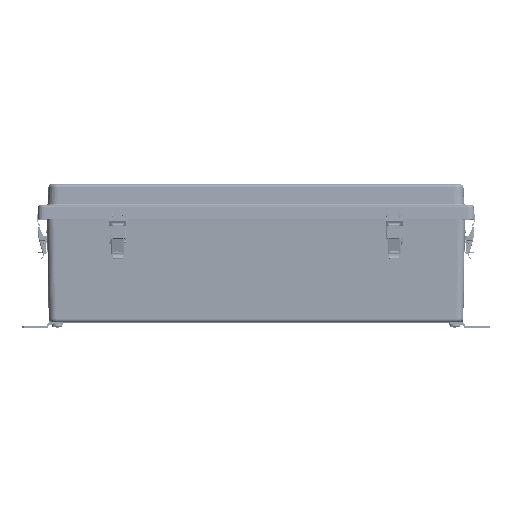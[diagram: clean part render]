
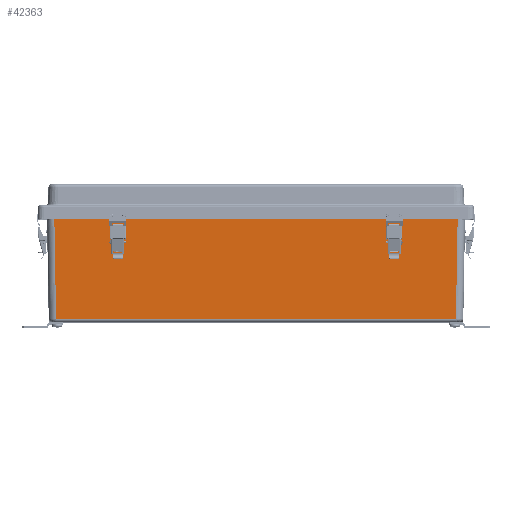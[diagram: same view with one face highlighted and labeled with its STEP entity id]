
A CAD part, top view. The second image highlights one B-rep face of the part: STEP entity #42363.
In plain terms, the highlighted planar face has unit normal (0, -0.018, 1).
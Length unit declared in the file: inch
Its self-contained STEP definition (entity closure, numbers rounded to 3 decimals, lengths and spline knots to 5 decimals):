
#4773 = CARTESIAN_POINT ( 'NONE',  ( 14.58743, -0.49564, 12.12135 ) ) ;
#5935 = ORIENTED_EDGE ( 'NONE', *, *, #57419, .T. ) ;
#6430 = FACE_OUTER_BOUND ( 'NONE', #8412, .T. ) ;
#6622 = DIRECTION ( 'NONE',  ( -1., 0., 0. ) ) ;
#7997 = CARTESIAN_POINT ( 'NONE',  ( -14.58743, -0.49564, 12.12135 ) ) ;
#8412 = EDGE_LOOP ( 'NONE', ( #67498, #5935, #48075, #30852 ) ) ;
#8803 = DIRECTION ( 'NONE',  ( 1., 0., 0. ) ) ;
#10330 = VERTEX_POINT ( 'NONE', #7997 ) ;
#12307 = CARTESIAN_POINT ( 'NONE',  ( -15.131, -0.49564, 12.12135 ) ) ;
#13100 = VECTOR ( 'NONE', #65593, 39.37008 ) ;
#18483 = LINE ( 'NONE', #31561, #65385 ) ;
#19440 = VERTEX_POINT ( 'NONE', #4773 ) ;
#20203 = LINE ( 'NONE', #12307, #63636 ) ;
#22451 = CARTESIAN_POINT ( 'NONE',  ( 14.45855, -7.87936, 11.99247 ) ) ;
#23088 = EDGE_CURVE ( 'NONE', #55828, #58163, #18483, .T. ) ;
#25973 = CARTESIAN_POINT ( 'NONE',  ( 14.58703, -0.51857, 12.12095 ) ) ;
#28412 = DIRECTION ( 'NONE',  ( 0., -0.017, 1. ) ) ;
#30852 = ORIENTED_EDGE ( 'NONE', *, *, #23088, .T. ) ;
#31561 = CARTESIAN_POINT ( 'NONE',  ( 14.45426, -7.87936, 11.99247 ) ) ;
#35234 = EDGE_CURVE ( 'NONE', #10330, #55828, #36659, .T. ) ;
#36659 = LINE ( 'NONE', #46412, #49932 ) ;
#39839 = PLANE ( 'NONE',  #69029 ) ;
#42363 = ADVANCED_FACE ( 'NONE', ( #6430 ), #39839, .T. ) ;
#45531 = DIRECTION ( 'NONE',  ( 0., -1., -0.017 ) ) ;
#46412 = CARTESIAN_POINT ( 'NONE',  ( -14.59624, 0.00933, 12.13016 ) ) ;
#46648 = DIRECTION ( 'NONE',  ( 0.017, -1., -0.017 ) ) ;
#46871 = EDGE_CURVE ( 'NONE', #58163, #19440, #56520, .T. ) ;
#48075 = ORIENTED_EDGE ( 'NONE', *, *, #35234, .T. ) ;
#49932 = VECTOR ( 'NONE', #46648, 39.37008 ) ;
#55828 = VERTEX_POINT ( 'NONE', #66489 ) ;
#56520 = LINE ( 'NONE', #25973, #13100 ) ;
#57419 = EDGE_CURVE ( 'NONE', #19440, #10330, #20203, .T. ) ;
#58163 = VERTEX_POINT ( 'NONE', #22451 ) ;
#63636 = VECTOR ( 'NONE', #6622, 39.37008 ) ;
#65385 = VECTOR ( 'NONE', #8803, 39.37008 ) ;
#65593 = DIRECTION ( 'NONE',  ( 0.017, 1., 0.017 ) ) ;
#66489 = CARTESIAN_POINT ( 'NONE',  ( -14.45855, -7.87936, 11.99247 ) ) ;
#67498 = ORIENTED_EDGE ( 'NONE', *, *, #46871, .T. ) ;
#68003 = CARTESIAN_POINT ( 'NONE',  ( -15.131, 0., 12.13 ) ) ;
#69029 = AXIS2_PLACEMENT_3D ( 'NONE', #68003, #28412, #45531 ) ;
